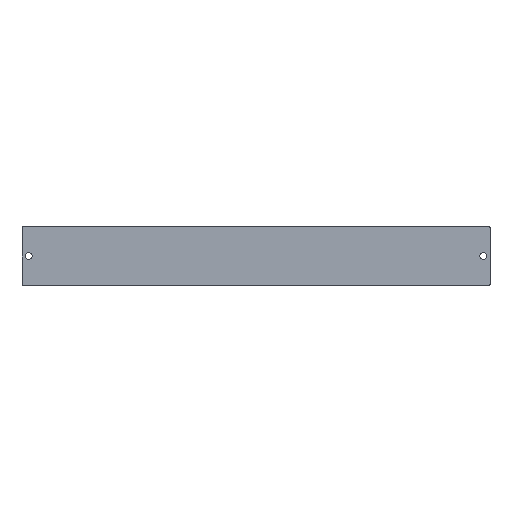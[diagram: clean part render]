
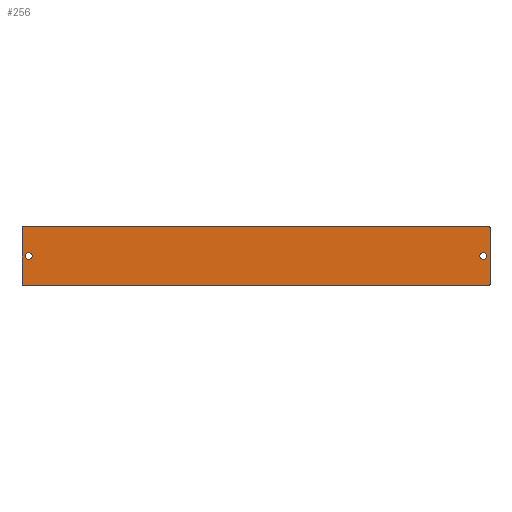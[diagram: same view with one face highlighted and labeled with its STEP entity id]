
A CAD part, top view. The second image highlights one B-rep face of the part: STEP entity #256.
In plain terms, the highlighted planar face has unit normal (0, 0, 1).
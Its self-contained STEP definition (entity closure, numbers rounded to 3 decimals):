
#23=FACE_BOUND('',#61,.T.);
#24=FACE_BOUND('',#62,.T.);
#30=PLANE('',#298);
#44=FACE_OUTER_BOUND('',#60,.T.);
#60=EDGE_LOOP('',(#231,#232,#233,#234,#235,#236,#237,#238));
#61=EDGE_LOOP('',(#239));
#62=EDGE_LOOP('',(#240));
#73=LINE('',#423,#93);
#76=LINE('',#431,#96);
#79=LINE('',#439,#99);
#82=LINE('',#446,#102);
#93=VECTOR('',#347,10.);
#96=VECTOR('',#356,10.);
#99=VECTOR('',#365,10.);
#102=VECTOR('',#374,10.);
#110=CIRCLE('',#281,1.5);
#112=CIRCLE('',#285,1.5);
#113=CIRCLE('',#287,0.5);
#114=CIRCLE('',#290,0.5);
#115=CIRCLE('',#293,0.5);
#116=CIRCLE('',#296,0.5);
#128=VERTEX_POINT('',#404);
#130=VERTEX_POINT('',#412);
#131=VERTEX_POINT('',#416);
#132=VERTEX_POINT('',#418);
#133=VERTEX_POINT('',#422);
#134=VERTEX_POINT('',#426);
#135=VERTEX_POINT('',#430);
#136=VERTEX_POINT('',#434);
#137=VERTEX_POINT('',#438);
#138=VERTEX_POINT('',#442);
#151=EDGE_CURVE('',#128,#128,#110,.T.);
#155=EDGE_CURVE('',#130,#130,#112,.T.);
#158=EDGE_CURVE('',#132,#131,#113,.T.);
#160=EDGE_CURVE('',#133,#132,#73,.T.);
#162=EDGE_CURVE('',#134,#133,#114,.T.);
#164=EDGE_CURVE('',#135,#134,#76,.T.);
#166=EDGE_CURVE('',#136,#135,#115,.T.);
#168=EDGE_CURVE('',#137,#136,#79,.T.);
#170=EDGE_CURVE('',#138,#137,#116,.T.);
#172=EDGE_CURVE('',#131,#138,#82,.T.);
#231=ORIENTED_EDGE('',*,*,#172,.T.);
#232=ORIENTED_EDGE('',*,*,#170,.T.);
#233=ORIENTED_EDGE('',*,*,#168,.T.);
#234=ORIENTED_EDGE('',*,*,#166,.T.);
#235=ORIENTED_EDGE('',*,*,#164,.T.);
#236=ORIENTED_EDGE('',*,*,#162,.T.);
#237=ORIENTED_EDGE('',*,*,#160,.T.);
#238=ORIENTED_EDGE('',*,*,#158,.T.);
#239=ORIENTED_EDGE('',*,*,#155,.T.);
#240=ORIENTED_EDGE('',*,*,#151,.T.);
#256=ADVANCED_FACE('',(#44,#23,#24),#30,.T.);
#281=AXIS2_PLACEMENT_3D('',#405,#326,#327);
#285=AXIS2_PLACEMENT_3D('',#413,#336,#337);
#287=AXIS2_PLACEMENT_3D('',#419,#342,#343);
#290=AXIS2_PLACEMENT_3D('',#427,#351,#352);
#293=AXIS2_PLACEMENT_3D('',#435,#360,#361);
#296=AXIS2_PLACEMENT_3D('',#443,#369,#370);
#298=AXIS2_PLACEMENT_3D('',#447,#375,#376);
#326=DIRECTION('center_axis',(0.,0.,-1.));
#327=DIRECTION('ref_axis',(1.,0.,0.));
#336=DIRECTION('center_axis',(0.,0.,-1.));
#337=DIRECTION('ref_axis',(1.,0.,0.));
#342=DIRECTION('center_axis',(0.,0.,1.));
#343=DIRECTION('ref_axis',(-1.,0.,0.));
#347=DIRECTION('',(0.,-1.,0.));
#351=DIRECTION('center_axis',(0.,0.,1.));
#352=DIRECTION('ref_axis',(0.,1.,0.));
#356=DIRECTION('',(-1.,0.,0.));
#360=DIRECTION('center_axis',(0.,0.,1.));
#361=DIRECTION('ref_axis',(1.,0.,0.));
#365=DIRECTION('',(0.,1.,0.));
#369=DIRECTION('center_axis',(0.,0.,1.));
#370=DIRECTION('ref_axis',(0.,-1.,0.));
#374=DIRECTION('',(1.,0.,0.));
#375=DIRECTION('center_axis',(0.,0.,1.));
#376=DIRECTION('ref_axis',(1.,0.,0.));
#404=CARTESIAN_POINT('',(98.55,0.,3.));
#405=CARTESIAN_POINT('Origin',(100.05,0.,3.));
#412=CARTESIAN_POINT('',(-101.55,0.,3.));
#413=CARTESIAN_POINT('Origin',(-100.05,0.,3.));
#416=CARTESIAN_POINT('',(-102.5,-13.,3.));
#418=CARTESIAN_POINT('',(-103.,-12.5,3.));
#419=CARTESIAN_POINT('Origin',(-102.5,-12.5,3.));
#422=CARTESIAN_POINT('',(-103.,12.5,3.));
#423=CARTESIAN_POINT('',(-103.,12.5,3.));
#426=CARTESIAN_POINT('',(-102.5,13.,3.));
#427=CARTESIAN_POINT('Origin',(-102.5,12.5,3.));
#430=CARTESIAN_POINT('',(102.5,13.,3.));
#431=CARTESIAN_POINT('',(102.5,13.,3.));
#434=CARTESIAN_POINT('',(103.,12.5,3.));
#435=CARTESIAN_POINT('Origin',(102.5,12.5,3.));
#438=CARTESIAN_POINT('',(103.,-12.5,3.));
#439=CARTESIAN_POINT('',(103.,-12.5,3.));
#442=CARTESIAN_POINT('',(102.5,-13.,3.));
#443=CARTESIAN_POINT('Origin',(102.5,-12.5,3.));
#446=CARTESIAN_POINT('',(-2.,-13.,3.));
#447=CARTESIAN_POINT('Origin',(0.,0.,3.));
